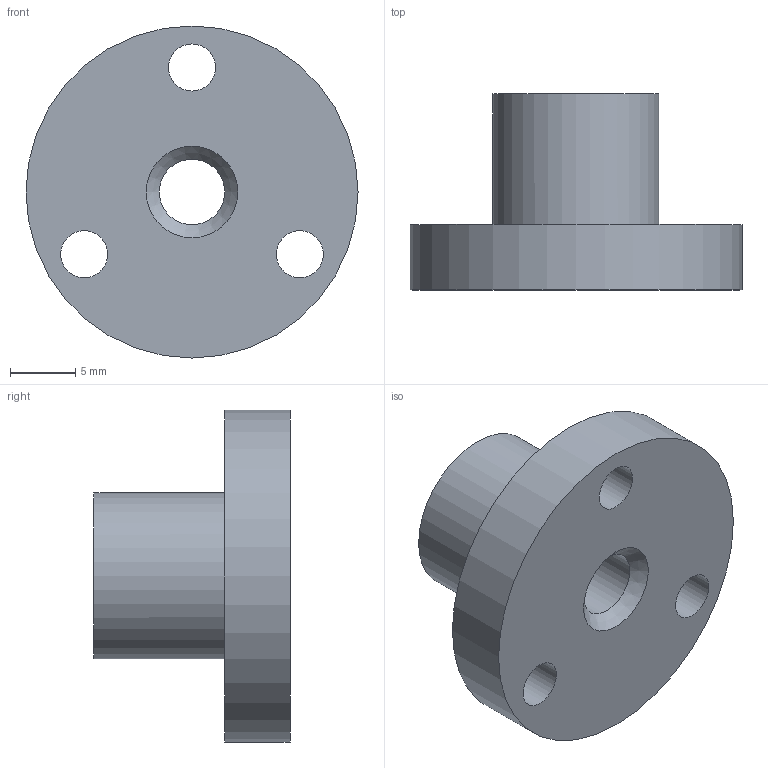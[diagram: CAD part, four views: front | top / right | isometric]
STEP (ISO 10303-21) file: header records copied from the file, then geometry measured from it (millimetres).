
FILE_DESCRIPTION((''),'2;1');
FILE_NAME('LSNUT-T6x2(T6x1,T5x2)-F.stp','2014-01-23T10:46:57',('Administrator'),(''),'Autodesk Inventor 2013','Autodesk Inventor 2013','');
FILE_SCHEMA(('AUTOMOTIVE_DESIGN { 1 0 10303 214 1 1 1 1 }'));
Length unit declared in the file: millimetre
Products named in the file (1): LSNUT-T6x2(T6x1,T5x2)-F
Bounding box: 25.4 x 15 x 25.4 mm (x, y, z)
Volume: 3335.3 mm3; surface area: 2100.5 mm2
Topology: 1 solids, 1 shells, 11 faces, 23 edges, 15 vertices
Faces by surface type: cylinder 6, plane 3, cone 2
Full cylindrical faces by diameter (mm): 3.6 x3, 5 x1, 12.7 x1, 25.4 x1
Entity records: 296 total; most frequent: DIRECTION 52, CARTESIAN_POINT 40, ORIENTED_EDGE 28, EDGE_LOOP 28, AXIS2_PLACEMENT_3D 26, FACE_BOUND 17, VERTEX_POINT 14, CIRCLE 14
